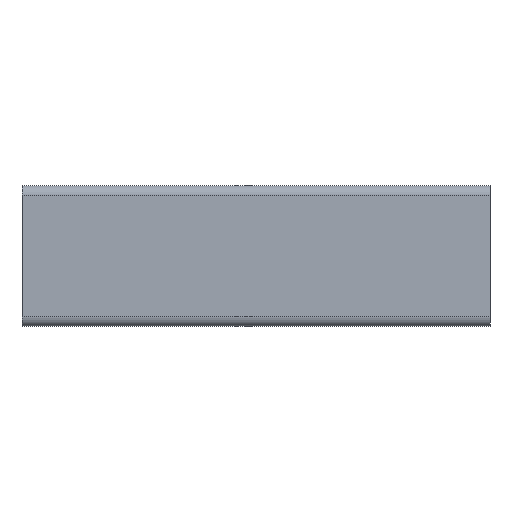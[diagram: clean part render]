
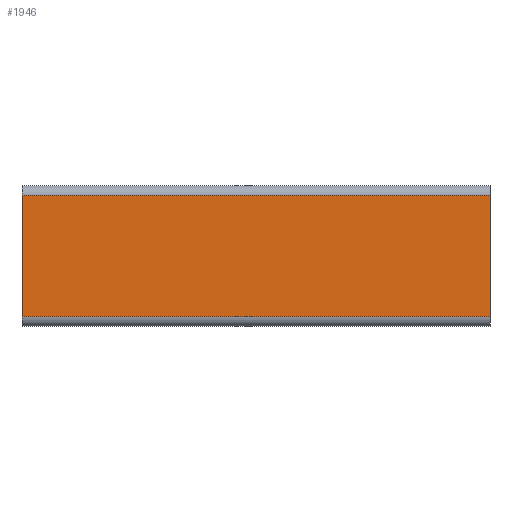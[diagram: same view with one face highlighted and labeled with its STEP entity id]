
A CAD part, left-side view. The second image highlights one B-rep face of the part: STEP entity #1946.
In plain terms, the highlighted planar face has unit normal (-1, 0, 0).
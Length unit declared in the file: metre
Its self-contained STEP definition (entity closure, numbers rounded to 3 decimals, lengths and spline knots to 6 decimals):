
#52=PLANE('',#2100);
#128=FACE_OUTER_BOUND('',#227,.T.);
#227=EDGE_LOOP('',(#1454,#1455,#1456,#1457));
#393=LINE('',#3041,#606);
#394=LINE('',#3044,#607);
#395=LINE('',#3046,#608);
#396=LINE('',#3047,#609);
#606=VECTOR('',#2454,0.1);
#607=VECTOR('',#2457,0.026);
#608=VECTOR('',#2458,0.026);
#609=VECTOR('',#2459,0.1);
#889=VERTEX_POINT('',#3037);
#890=VERTEX_POINT('',#3039);
#891=VERTEX_POINT('',#3043);
#892=VERTEX_POINT('',#3045);
#1123=EDGE_CURVE('',#890,#889,#393,.T.);
#1124=EDGE_CURVE('',#891,#889,#394,.T.);
#1125=EDGE_CURVE('',#892,#890,#395,.T.);
#1126=EDGE_CURVE('',#892,#891,#396,.T.);
#1454=ORIENTED_EDGE('',*,*,#1124,.T.);
#1455=ORIENTED_EDGE('',*,*,#1123,.F.);
#1456=ORIENTED_EDGE('',*,*,#1125,.F.);
#1457=ORIENTED_EDGE('',*,*,#1126,.T.);
#1946=ADVANCED_FACE('',(#128),#52,.F.);
#2100=AXIS2_PLACEMENT_3D('',#3042,#2455,#2456);
#2454=DIRECTION('',(0.,1.,0.));
#2455=DIRECTION('center_axis',(1.,0.,0.));
#2456=DIRECTION('ref_axis',(0.,0.,-1.));
#2457=DIRECTION('',(0.,0.,-1.));
#2458=DIRECTION('',(0.,0.,-1.));
#2459=DIRECTION('',(0.,1.,0.));
#3037=CARTESIAN_POINT('',(0.029216,0.10188,0.1));
#3039=CARTESIAN_POINT('',(0.029216,0.00188,0.1));
#3041=CARTESIAN_POINT('',(0.029216,0.00188,0.1));
#3042=CARTESIAN_POINT('Origin',(0.029216,-0.89812,0.1));
#3043=CARTESIAN_POINT('',(0.029216,0.10188,0.126));
#3044=CARTESIAN_POINT('',(0.029216,0.10188,0.126));
#3045=CARTESIAN_POINT('',(0.029216,0.00188,0.126));
#3046=CARTESIAN_POINT('',(0.029216,0.00188,0.126));
#3047=CARTESIAN_POINT('',(0.029216,0.00188,0.126));
